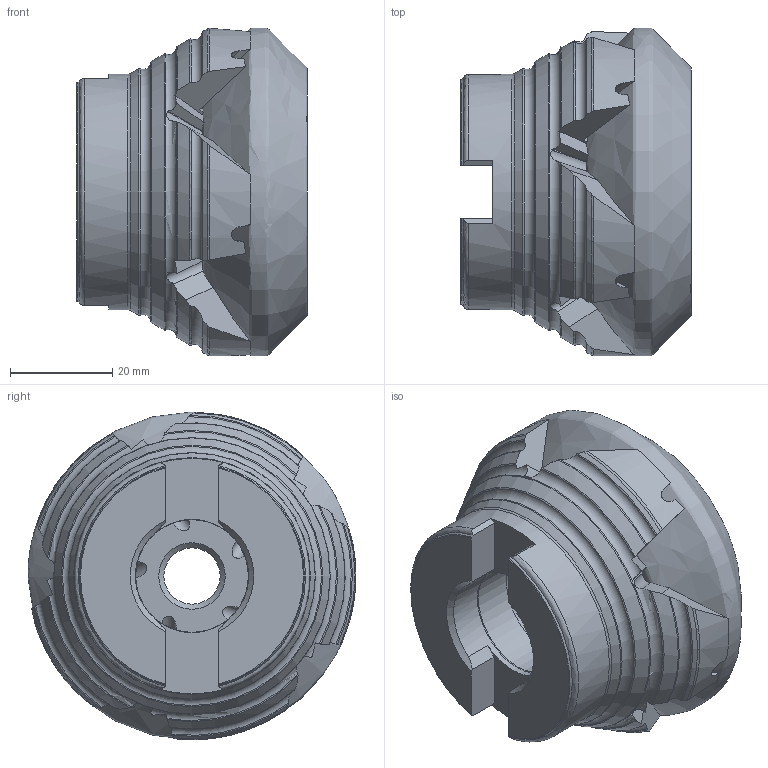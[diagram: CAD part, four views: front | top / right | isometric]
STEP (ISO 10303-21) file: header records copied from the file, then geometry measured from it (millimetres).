
FILE_DESCRIPTION (( 'STEP AP214' ), '1' );
FILE_NAME ('45PP-050-554-5.STEP', '2013-08-26T09:47:56', ( '' ), ( '' ), 'SwSTEP 2.0', 'SolidWorks 2013', '' );
FILE_SCHEMA (( 'AUTOMOTIVE_DESIGN' ));
Length unit declared in the file: millimetre
Products named in the file (1): 45PP-050-554-5
Bounding box: 45.08 x 64.07 x 64.07 mm (x, y, z)
Volume: 84834.2 mm3; surface area: 17436.9 mm2
Topology: 1 solids, 1 shells, 219 faces, 629 edges, 412 vertices
Faces by surface type: plane 108, cylinder 41, torus 40, cone 24, bspline 6
Full cylindrical faces by diameter (mm): 3 x10, 11 x1, 16.5 x1, 22 x1, 22.15 x1, 22.3 x1, 46 x1
Entity records: 9563 total; most frequent: CARTESIAN_POINT 4591, ORIENTED_EDGE 1166, DIRECTION 789, EDGE_CURVE 583, VERTEX_POINT 394, AXIS2_PLACEMENT_3D 321, B_SPLINE_CURVE_WITH_KNOTS 284, EDGE_LOOP 249
